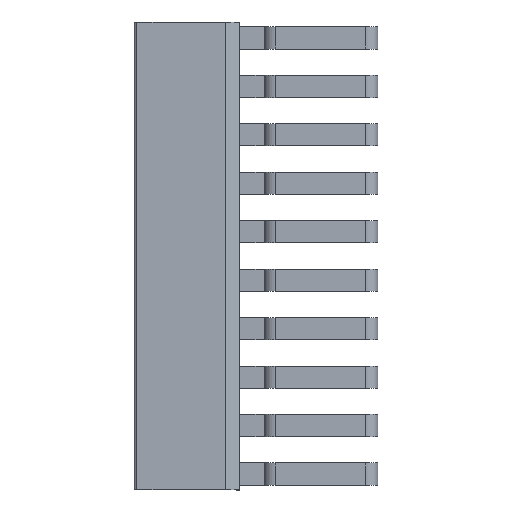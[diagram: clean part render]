
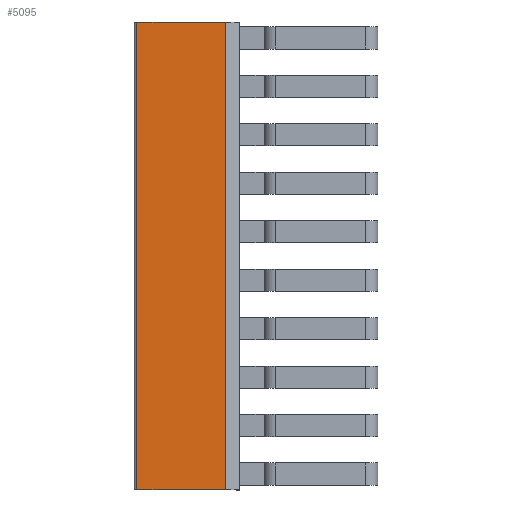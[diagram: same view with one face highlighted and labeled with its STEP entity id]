
A CAD part, left-side view. The second image highlights one B-rep face of the part: STEP entity #5095.
In plain terms, the highlighted planar face has unit normal (-1, 0, 0).
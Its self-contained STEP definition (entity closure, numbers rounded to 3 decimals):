
#23 = VERTEX_POINT ( 'NONE', #2913 ) ;
#335 = DIRECTION ( 'NONE',  ( 0., 0., -1. ) ) ;
#375 = DIRECTION ( 'NONE',  ( 0., -1., 0. ) ) ;
#490 = ORIENTED_EDGE ( 'NONE', *, *, #1130, .F. ) ;
#606 = VERTEX_POINT ( 'NONE', #792 ) ;
#618 = FACE_OUTER_BOUND ( 'NONE', #2939, .T. ) ;
#628 = VECTOR ( 'NONE', #2800, 1000. ) ;
#792 = CARTESIAN_POINT ( 'NONE',  ( -14.61, 6.424, -31.366 ) ) ;
#825 = CARTESIAN_POINT ( 'NONE',  ( -14.61, 4.924, 18.834 ) ) ;
#836 = VECTOR ( 'NONE', #1099, 1000. ) ;
#864 = CARTESIAN_POINT ( 'NONE',  ( -14.61, 15.924, 18.834 ) ) ;
#954 = ORIENTED_EDGE ( 'NONE', *, *, #4881, .T. ) ;
#974 = LINE ( 'NONE', #864, #836 ) ;
#996 = DIRECTION ( 'NONE',  ( 1., 0., 0. ) ) ;
#1046 = CARTESIAN_POINT ( 'NONE',  ( -14.61, 4.924, -31.366 ) ) ;
#1099 = DIRECTION ( 'NONE',  ( 0., 0., 1. ) ) ;
#1106 = VECTOR ( 'NONE', #4304, 1000. ) ;
#1130 = EDGE_CURVE ( 'NONE', #23, #2271, #974, .T. ) ;
#1156 = AXIS2_PLACEMENT_3D ( 'NONE', #3698, #996, #335 ) ;
#1341 = ORIENTED_EDGE ( 'NONE', *, *, #3487, .F. ) ;
#2225 = CARTESIAN_POINT ( 'NONE',  ( -14.61, 15.924, 18.834 ) ) ;
#2271 = VERTEX_POINT ( 'NONE', #2225 ) ;
#2285 = PLANE ( 'NONE',  #1156 ) ;
#2600 = VECTOR ( 'NONE', #375, 1000. ) ;
#2800 = DIRECTION ( 'NONE',  ( 0., -1., 0. ) ) ;
#2913 = CARTESIAN_POINT ( 'NONE',  ( -14.61, 15.924, -31.366 ) ) ;
#2939 = EDGE_LOOP ( 'NONE', ( #1341, #4725, #490, #954 ) ) ;
#3479 = VERTEX_POINT ( 'NONE', #3764 ) ;
#3487 = EDGE_CURVE ( 'NONE', #3479, #606, #3591, .T. ) ;
#3591 = LINE ( 'NONE', #5086, #1106 ) ;
#3697 = LINE ( 'NONE', #825, #2600 ) ;
#3698 = CARTESIAN_POINT ( 'NONE',  ( -14.61, 14.548, 18.834 ) ) ;
#3764 = CARTESIAN_POINT ( 'NONE',  ( -14.61, 6.424, 18.834 ) ) ;
#4304 = DIRECTION ( 'NONE',  ( 0., 0., -1. ) ) ;
#4725 = ORIENTED_EDGE ( 'NONE', *, *, #4813, .F. ) ;
#4813 = EDGE_CURVE ( 'NONE', #2271, #3479, #3697, .T. ) ;
#4881 = EDGE_CURVE ( 'NONE', #23, #606, #5068, .T. ) ;
#5068 = LINE ( 'NONE', #1046, #628 ) ;
#5086 = CARTESIAN_POINT ( 'NONE',  ( -14.61, 6.424, 18.834 ) ) ;
#5095 = ADVANCED_FACE ( 'NONE', ( #618 ), #2285, .F. ) ;
